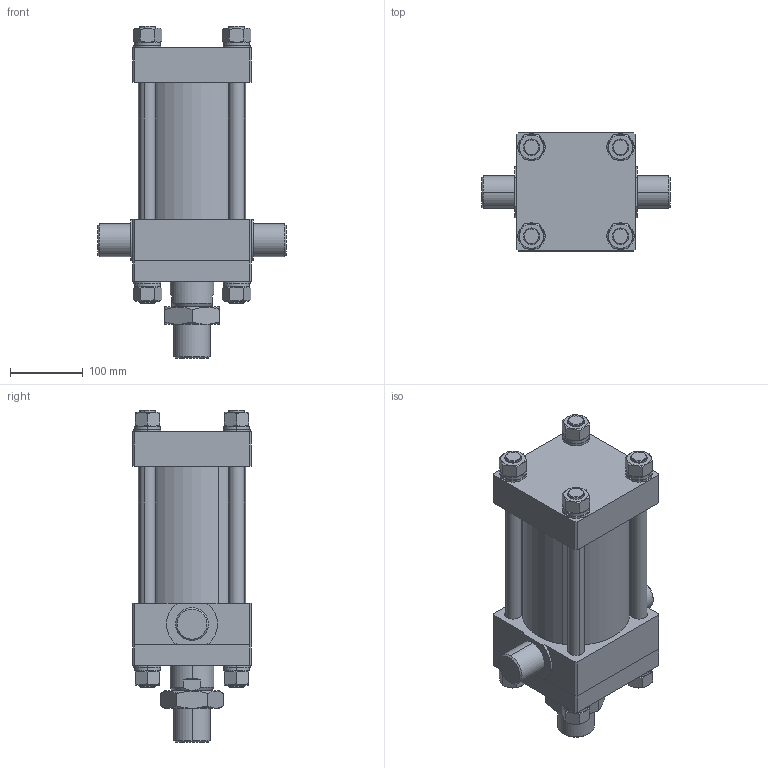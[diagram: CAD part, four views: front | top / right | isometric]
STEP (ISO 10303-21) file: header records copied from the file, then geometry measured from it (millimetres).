
FILE_DESCRIPTION (( 'STEP AP203' ), '1' );
FILE_NAME ('HOB-125-60-100-TA.STEP', '2021-04-27T08:00:11', ( '微软用户' ), ( '微软中国' ), 'SwSTEP 2.0', 'SolidWorks 2012', '' );
FILE_SCHEMA (( 'CONFIG_CONTROL_DESIGN' ));
Length unit declared in the file: millimetre
Products named in the file (12): M22^HOB-125-60-100-TA; HOB-125-60-100-TA前盖; HOB-125-60-100掛极; HOB-125-60-100嶺裝; hex nuts 1-fine pitch-grades ab gb_GB_FASTENER_NUT_SNAB1XY  B M22X1.5-N; HOB-125-60-100綴裔; plain washers--product grade c gb_GB_FASTENER_WASHER_SMWC 20; HOB-125-60-100活塞杆; HOB-125-60-100楊擘; HOB-125-60-100-TA; single coil lock washers light type gb_GB_FASTENER_WASHER_SSWL 22; hex thin nuts-grades ab-chamfered gb_GB_FASTENER_NUT_STNAB  B M48-N
Assembly tree (21 placements, depth 3):
  HOB-125-60-100-TA
    HOB-125-60-100掛极
    HOB-125-60-100綴裔
    HOB-125-60-100-TA前盖
    HOB-125-60-100活塞杆
    HOB-125-60-100嶺裝  x4
    M22^HOB-125-60-100-TA  x8
      single coil lock washers light type gb_GB_FASTENER_WASHER_SSWL 22
      plain washers--product grade c gb_GB_FASTENER_WASHER_SMWC 20
      hex nuts 1-fine pitch-grades ab gb_GB_FASTENER_NUT_SNAB1XY  B M22X1.5-N
    hex thin nuts-grades ab-chamfered gb_GB_FASTENER_NUT_STNAB  B M48-N
    HOB-125-60-100楊擘
Bounding box: 258 x 162 x 455 mm (x, y, z)
Volume: 6425855.8 mm3; surface area: 780405.9 mm2
Topology: 34 solids, 34 shells, 481 faces, 1079 edges, 676 vertices
Faces by surface type: plane 181, cylinder 170, cone 118, torus 12
Entity records: 8385 total; most frequent: CARTESIAN_POINT 1635, DIRECTION 1183, ORIENTED_EDGE 1010, EDGE_CURVE 505, AXIS2_PLACEMENT_3D 474, VERTEX_POINT 316, EDGE_LOOP 269, LINE 235
